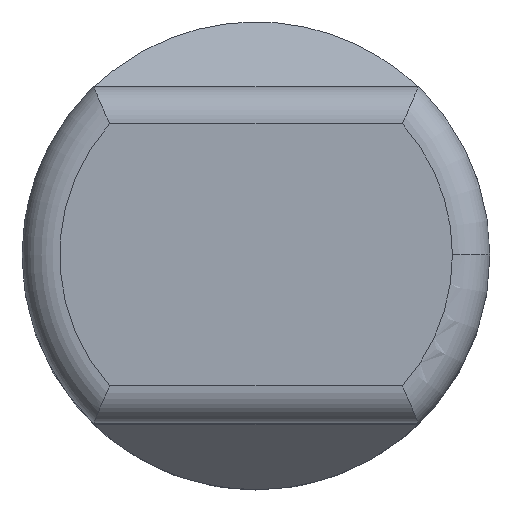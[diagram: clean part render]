
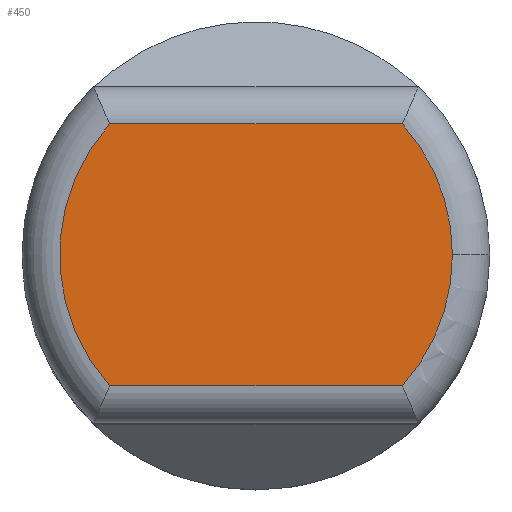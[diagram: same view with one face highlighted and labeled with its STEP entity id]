
A CAD part, top view. The second image highlights one B-rep face of the part: STEP entity #450.
In plain terms, the highlighted planar face has unit normal (0, 0, 1).
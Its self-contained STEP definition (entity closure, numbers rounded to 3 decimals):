
#40 = CARTESIAN_POINT ( 'NONE',  ( 7.826, -7., 39. ) ) ;
#79 = CARTESIAN_POINT ( 'NONE',  ( -7.826, -7., 39. ) ) ;
#89 = CARTESIAN_POINT ( 'NONE',  ( -7.826, 7., 39. ) ) ;
#97 = CARTESIAN_POINT ( 'NONE',  ( 7.826, 7., 39. ) ) ;
#347 = CIRCLE ( 'NONE', #2129, 10.5 ) ;
#399 = ORIENTED_EDGE ( 'NONE', *, *, #1887, .T. ) ;
#400 = ORIENTED_EDGE ( 'NONE', *, *, #1886, .T. ) ;
#401 = ORIENTED_EDGE ( 'NONE', *, *, #1498, .T. ) ;
#450 = ADVANCED_FACE ( 'NONE', ( #2033 ), #1716, .T. ) ;
#479 = VERTEX_POINT ( 'NONE', #40 ) ;
#618 = VERTEX_POINT ( 'NONE', #79 ) ;
#727 = AXIS2_PLACEMENT_3D ( 'NONE', #1717, #1718, #1719 ) ;
#737 = CIRCLE ( 'NONE', #1784, 10.5 ) ;
#738 = CIRCLE ( 'NONE', #1809, 10.5 ) ;
#771 = CARTESIAN_POINT ( 'NONE',  ( 10.5, 0., 39. ) ) ;
#960 = VERTEX_POINT ( 'NONE', #89 ) ;
#968 = VERTEX_POINT ( 'NONE', #97 ) ;
#1053 = CARTESIAN_POINT ( 'NONE',  ( 0., 0., 39. ) ) ;
#1054 = LINE ( 'NONE', #1055, #1811 ) ;
#1055 = CARTESIAN_POINT ( 'NONE',  ( 8.675, -7., 39. ) ) ;
#1056 = DIRECTION ( 'NONE',  ( 1., 0., 0. ) ) ;
#1057 = DIRECTION ( 'NONE',  ( 0., 0., 1. ) ) ;
#1058 = DIRECTION ( 'NONE',  ( 1., 0., 0. ) ) ;
#1059 = CARTESIAN_POINT ( 'NONE',  ( 0., 0., 39. ) ) ;
#1060 = LINE ( 'NONE', #1061, #1812 ) ;
#1061 = CARTESIAN_POINT ( 'NONE',  ( -8.675, 7., 39. ) ) ;
#1062 = DIRECTION ( 'NONE',  ( -1., 0., 0. ) ) ;
#1063 = DIRECTION ( 'NONE',  ( 0., 0., 1. ) ) ;
#1064 = DIRECTION ( 'NONE',  ( 1., 0., 0. ) ) ;
#1193 = CARTESIAN_POINT ( 'NONE',  ( 0., 0., 39. ) ) ;
#1197 = DIRECTION ( 'NONE',  ( 0., 0., 1. ) ) ;
#1198 = DIRECTION ( 'NONE',  ( 1., 0., 0. ) ) ;
#1278 = ORIENTED_EDGE ( 'NONE', *, *, #1889, .T. ) ;
#1279 = ORIENTED_EDGE ( 'NONE', *, *, #1888, .T. ) ;
#1403 = EDGE_LOOP ( 'NONE', ( #400, #401, #399, #1279, #1278 ) ) ;
#1498 = EDGE_CURVE ( 'NONE', #479, #1761, #347, .T. ) ;
#1716 = PLANE ( 'NONE',  #727 ) ;
#1717 = CARTESIAN_POINT ( 'NONE',  ( 0., 0., 39. ) ) ;
#1718 = DIRECTION ( 'NONE',  ( 0., 0., 1. ) ) ;
#1719 = DIRECTION ( 'NONE',  ( 1., 0., 0. ) ) ;
#1761 = VERTEX_POINT ( 'NONE', #771 ) ;
#1784 = AXIS2_PLACEMENT_3D ( 'NONE', #1053, #1057, #1058 ) ;
#1809 = AXIS2_PLACEMENT_3D ( 'NONE', #1059, #1063, #1064 ) ;
#1811 = VECTOR ( 'NONE', #1056, 1000. ) ;
#1812 = VECTOR ( 'NONE', #1062, 1000. ) ;
#1886 = EDGE_CURVE ( 'NONE', #618, #479, #1054, .T. ) ;
#1887 = EDGE_CURVE ( 'NONE', #1761, #968, #737, .T. ) ;
#1888 = EDGE_CURVE ( 'NONE', #968, #960, #1060, .T. ) ;
#1889 = EDGE_CURVE ( 'NONE', #960, #618, #738, .T. ) ;
#2033 = FACE_OUTER_BOUND ( 'NONE', #1403, .T. ) ;
#2129 = AXIS2_PLACEMENT_3D ( 'NONE', #1193, #1197, #1198 ) ;
